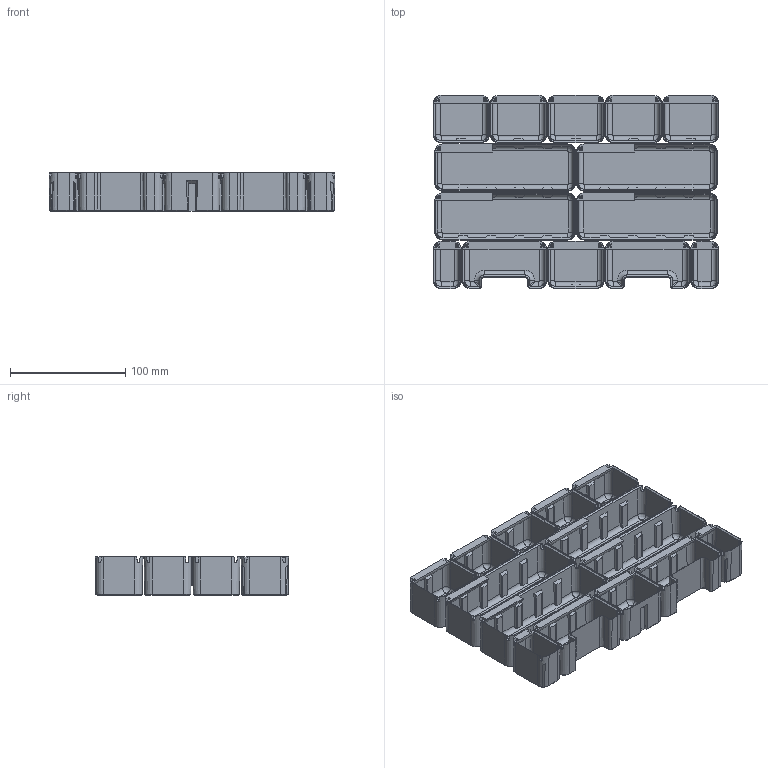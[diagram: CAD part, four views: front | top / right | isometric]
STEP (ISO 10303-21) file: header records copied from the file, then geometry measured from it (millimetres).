
FILE_DESCRIPTION(('Open CASCADE Model'),'2;1');
FILE_NAME('L','0000-00-00T00:00:00',('Author'),('Open CASCADE'), 'Open CASCADE STEP processor 7.8','build123d','Unknown');
FILE_SCHEMA(('AUTOMOTIVE_DESIGN { 1 0 10303 214 1 1 1 1 }'));
Length unit declared in the file: millimetre
Products named in the file (9): L; U2; SOLID; U5; U1; C3
Assembly tree (18 placements, depth 3):
  L
    U2  x6
      SOLID
    U5  x4
      SOLID
    U1  x2
      SOLID
    C3  x2
      SOLID
Bounding box: 248 x 167.8 x 33.7 mm (x, y, z)
Volume: 205721.8 mm3; surface area: 268354.7 mm2
Topology: 14 solids, 14 shells, 1604 faces, 4512 edges, 2884 vertices
Faces by surface type: plane 1004, cylinder 272, cone 264, revolution 56, torus 4, bspline 4
Entity records: 36832 total; most frequent: CARTESIAN_POINT 12673, DIRECTION 4022, ORIENTED_EDGE 2572, PCURVE 2572, DEFINITIONAL_REPRESENTATION 2572, LINE 2099, VECTOR 2099, EDGE_CURVE 1286
